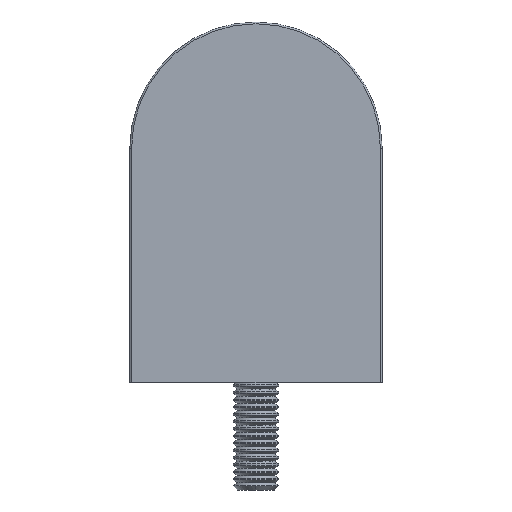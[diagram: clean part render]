
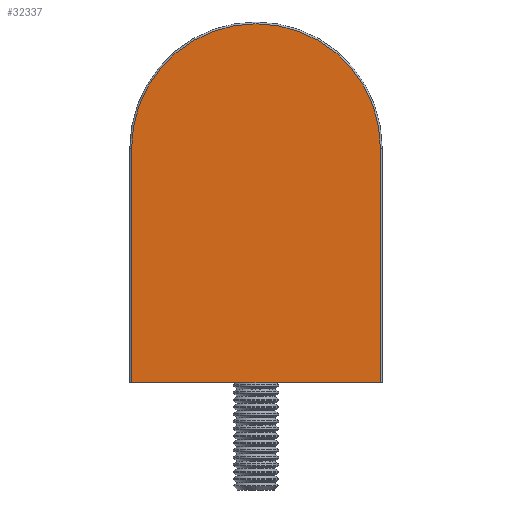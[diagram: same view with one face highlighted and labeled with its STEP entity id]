
A CAD part, left-side view. The second image highlights one B-rep face of the part: STEP entity #32337.
In plain terms, the highlighted planar face has unit normal (-1, 0, 0).
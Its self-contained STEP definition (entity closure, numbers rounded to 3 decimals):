
#1471 = ORIENTED_EDGE ( 'NONE', *, *, #43300, .T. ) ;
#1943 = CARTESIAN_POINT ( 'NONE',  ( 0., 14., 0. ) ) ;
#2217 = CARTESIAN_POINT ( 'NONE',  ( 0., 0., 26. ) ) ;
#5721 = AXIS2_PLACEMENT_3D ( 'NONE', #2217, #33387, #22189 ) ;
#7115 = EDGE_CURVE ( 'NONE', #16277, #25064, #14117, .T. ) ;
#10832 = CARTESIAN_POINT ( 'NONE',  ( 0., 13.8, 26. ) ) ;
#11443 = PLANE ( 'NONE',  #40590 ) ;
#11857 = CARTESIAN_POINT ( 'NONE',  ( 0., -13.8, 26. ) ) ;
#12097 = CARTESIAN_POINT ( 'NONE',  ( 0., -13.8, 0. ) ) ;
#13690 = EDGE_CURVE ( 'NONE', #23310, #25064, #45664, .T. ) ;
#14096 = LINE ( 'NONE', #11857, #31927 ) ;
#14117 = LINE ( 'NONE', #1943, #20872 ) ;
#14844 = EDGE_CURVE ( 'NONE', #32052, #23310, #34460, .T. ) ;
#15161 = DIRECTION ( 'NONE',  ( 1., 0., 0. ) ) ;
#16277 = VERTEX_POINT ( 'NONE', #12097 ) ;
#19680 = ORIENTED_EDGE ( 'NONE', *, *, #13690, .T. ) ;
#20872 = VECTOR ( 'NONE', #29641, 1000. ) ;
#21547 = ORIENTED_EDGE ( 'NONE', *, *, #7115, .F. ) ;
#22189 = DIRECTION ( 'NONE',  ( 0., 0., -1. ) ) ;
#23289 = CARTESIAN_POINT ( 'NONE',  ( 0., -13.8, 26. ) ) ;
#23310 = VERTEX_POINT ( 'NONE', #10832 ) ;
#24450 = ORIENTED_EDGE ( 'NONE', *, *, #14844, .T. ) ;
#25064 = VERTEX_POINT ( 'NONE', #44113 ) ;
#25940 = VECTOR ( 'NONE', #35307, 1000. ) ;
#29641 = DIRECTION ( 'NONE',  ( 0., 1., 0. ) ) ;
#30642 = CARTESIAN_POINT ( 'NONE',  ( 0., 13.8, 26. ) ) ;
#30860 = DIRECTION ( 'NONE',  ( 0., 0., 1. ) ) ;
#31927 = VECTOR ( 'NONE', #30860, 1000. ) ;
#32052 = VERTEX_POINT ( 'NONE', #23289 ) ;
#32337 = ADVANCED_FACE ( 'NONE', ( #39505 ), #11443, .F. ) ;
#33387 = DIRECTION ( 'NONE',  ( -1., 0., 0. ) ) ;
#34268 = EDGE_LOOP ( 'NONE', ( #21547, #1471, #24450, #19680 ) ) ;
#34460 = CIRCLE ( 'NONE', #5721, 13.8 ) ;
#34751 = CARTESIAN_POINT ( 'NONE',  ( 0., 0., 26. ) ) ;
#35307 = DIRECTION ( 'NONE',  ( 0., 0., -1. ) ) ;
#38203 = DIRECTION ( 'NONE',  ( 0., 0., -1. ) ) ;
#39505 = FACE_OUTER_BOUND ( 'NONE', #34268, .T. ) ;
#40590 = AXIS2_PLACEMENT_3D ( 'NONE', #34751, #15161, #38203 ) ;
#43300 = EDGE_CURVE ( 'NONE', #16277, #32052, #14096, .T. ) ;
#44113 = CARTESIAN_POINT ( 'NONE',  ( 0., 13.8, 0. ) ) ;
#45664 = LINE ( 'NONE', #30642, #25940 ) ;
